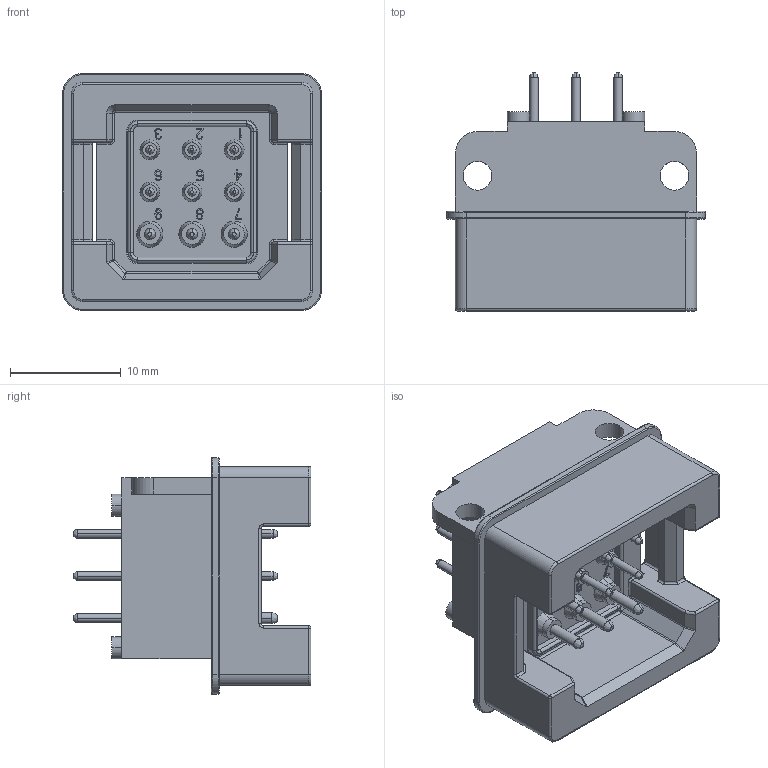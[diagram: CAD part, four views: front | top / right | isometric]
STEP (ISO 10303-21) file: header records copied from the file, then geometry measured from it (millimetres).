
FILE_DESCRIPTION((''),'2;1');
FILE_NAME('33578010523','2019-11-28T',('presta_be4'),(''),'CREO PARAMETRIC BY PTC INC, 2018360','CREO PARAMETRIC BY PTC INC, 2018360','');
FILE_SCHEMA(('CONFIG_CONTROL_DESIGN'));
Length unit declared in the file: millimetre
Products named in the file (1): 33578010523
Bounding box: 23.4 x 21.5 x 21.4 mm (x, y, z)
Volume: 3500.9 mm3; surface area: 3184.8 mm2
Topology: 1 solids, 1 shells, 810 faces, 2091 edges, 1334 vertices
Faces by surface type: plane 508, cylinder 178, torus 40, cone 38, bspline 38, sphere 8
Entity records: 26104 total; most frequent: CARTESIAN_POINT 6212, ORIENTED_EDGE 4182, DIRECTION 4043, EDGE_CURVE 2091, VECTOR 1527, LINE 1527, VERTEX_POINT 1334, AXIS2_PLACEMENT_3D 1258
